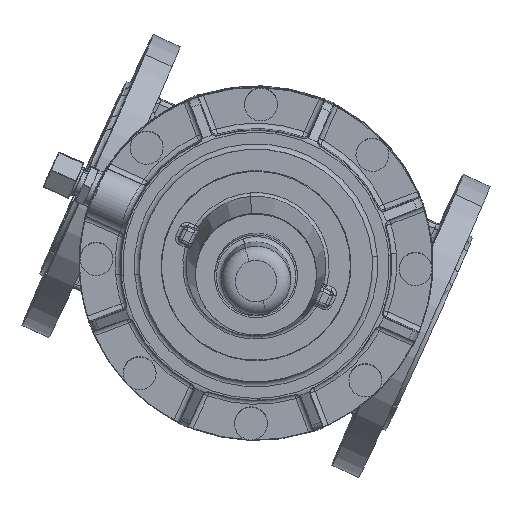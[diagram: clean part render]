
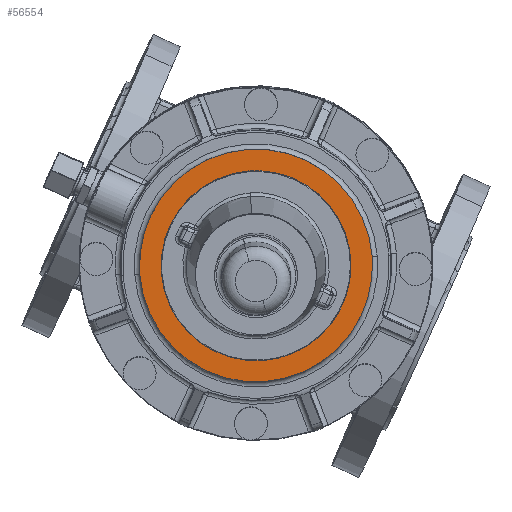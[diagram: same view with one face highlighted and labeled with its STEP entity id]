
A CAD part, top view. The second image highlights one B-rep face of the part: STEP entity #56554.
In plain terms, the highlighted face is planar.
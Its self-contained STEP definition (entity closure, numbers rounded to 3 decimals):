
#56402=DIRECTION('Axis2P3D Direction',(0.,0.,1.)) ;
#56426=DIRECTION('Axis2P3D Direction',(0.,-0.,1.)) ;
#56520=DIRECTION('Axis2P3D Direction',(0.,0.,1.)) ;
#56521=DIRECTION('Axis2P3D XDirection',(-1.,0.,0.)) ;
#56529=DIRECTION('Axis2P3D Direction',(0.,0.,1.)) ;
#56538=DIRECTION('Axis2P3D Direction',(0.,0.,1.)) ;
#56545=DIRECTION('Axis2P3D Direction',(0.,0.,1.)) ;
#56398=CARTESIAN_POINT('Vertex',(59.237,32.361,191.)) ;
#56401=CARTESIAN_POINT('Axis2P3D Location',(0.,0.,191.)) ;
#56405=CARTESIAN_POINT('Vertex',(-59.237,-32.361,191.)) ;
#56425=CARTESIAN_POINT('Axis2P3D Location',(0.,0.,191.)) ;
#56519=CARTESIAN_POINT('Axis2P3D Location',(-10.,0.,191.)) ;
#56528=CARTESIAN_POINT('Axis2P3D Location',(0.,0.,191.)) ;
#56532=CARTESIAN_POINT('Vertex',(26.129,-47.828,191.)) ;
#56534=CARTESIAN_POINT('Vertex',(-26.129,47.828,191.)) ;
#56537=CARTESIAN_POINT('Axis2P3D Location',(0.,0.,191.)) ;
#56541=CARTESIAN_POINT('Vertex',(20.212,-50.613,191.)) ;
#56544=CARTESIAN_POINT('Axis2P3D Location',(0.,0.,191.)) ;
#56403=AXIS2_PLACEMENT_3D('Circle Axis2P3D',#56401,#56402,$) ;
#56427=AXIS2_PLACEMENT_3D('Circle Axis2P3D',#56425,#56426,$) ;
#56522=AXIS2_PLACEMENT_3D('Plane Axis2P3D',#56519,#56520,#56521) ;
#56530=AXIS2_PLACEMENT_3D('Circle Axis2P3D',#56528,#56529,$) ;
#56539=AXIS2_PLACEMENT_3D('Circle Axis2P3D',#56537,#56538,$) ;
#56546=AXIS2_PLACEMENT_3D('Circle Axis2P3D',#56544,#56545,$) ;
#56553=FACE_BOUND('',#56549,.T.) ;
#56407=EDGE_CURVE('',#56406,#56399,#56404,.T.) ;
#56429=EDGE_CURVE('',#56399,#56406,#56428,.T.) ;
#56536=EDGE_CURVE('',#56533,#56535,#56531,.T.) ;
#56543=EDGE_CURVE('',#56542,#56533,#56540,.T.) ;
#56548=EDGE_CURVE('',#56535,#56542,#56547,.T.) ;
#56523=PLANE('Plane',#56522) ;
#56525=ORIENTED_EDGE('',*,*,#56429,.T.) ;
#56526=ORIENTED_EDGE('',*,*,#56407,.T.) ;
#56550=ORIENTED_EDGE('',*,*,#56536,.F.) ;
#56551=ORIENTED_EDGE('',*,*,#56543,.F.) ;
#56552=ORIENTED_EDGE('',*,*,#56548,.F.) ;
#56554=ADVANCED_FACE('Brep With Voids',(#56527,#56553),#56523,.T.) ;
#56404=CIRCLE('generated circle',#56403,67.5) ;
#56428=CIRCLE('generated circle',#56427,67.5) ;
#56531=CIRCLE('generated circle',#56530,54.5) ;
#56540=CIRCLE('generated circle',#56539,54.5) ;
#56547=CIRCLE('generated circle',#56546,54.5) ;
#56399=VERTEX_POINT('',#56398) ;
#56406=VERTEX_POINT('',#56405) ;
#56533=VERTEX_POINT('',#56532) ;
#56535=VERTEX_POINT('',#56534) ;
#56542=VERTEX_POINT('',#56541) ;
#56524=EDGE_LOOP('',(#56525,#56526)) ;
#56549=EDGE_LOOP('',(#56550,#56551,#56552)) ;
#56527=FACE_OUTER_BOUND('',#56524,.T.) ;
